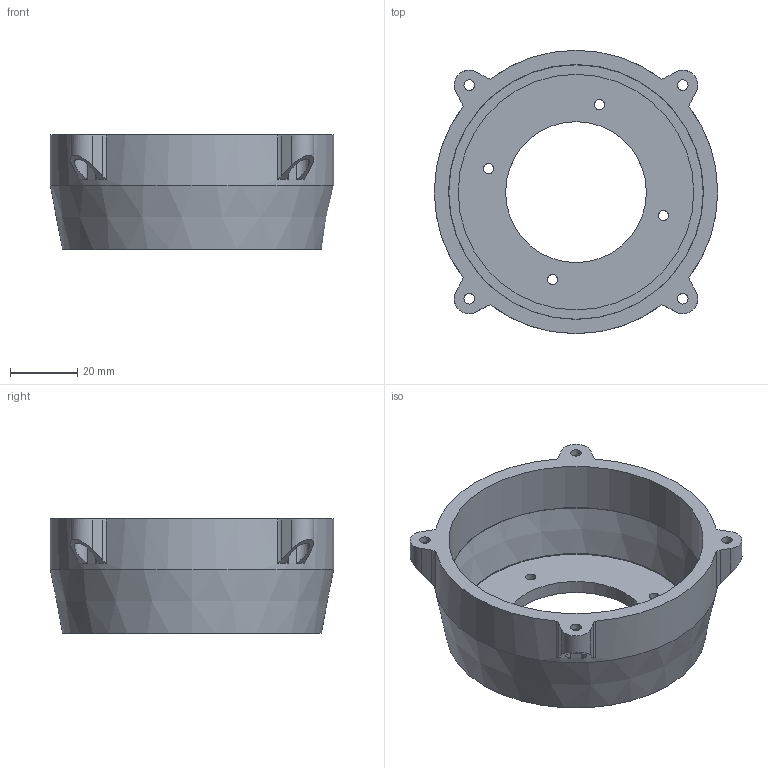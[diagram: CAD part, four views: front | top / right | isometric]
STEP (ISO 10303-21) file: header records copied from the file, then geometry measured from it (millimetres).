
FILE_DESCRIPTION(/* description */ (''),/* implementation_level */ '2;1');
FILE_NAME(/* name */ 'Chest - orbita_support v3.step',/* time_stamp */ '2020-11-26T05:43:22-08:00',/* author */ (''),/* organization */ (''),/* preprocessor_version */ 'ST-DEVELOPER v18.1',/* originating_system */ 'Autodesk Translation Framework v9.3.0.1241',/* authorisation */ '');
FILE_SCHEMA (('AUTOMOTIVE_DESIGN { 1 0 10303 214 3 1 1 }'));
Length unit declared in the file: millimetre
Products named in the file (2): Chest - orbita_support; orbita support
Assembly tree (1 placements, depth 2):
  Chest - orbita_support
    orbita support
Bounding box: 84.5 x 84.5 x 34 mm (x, y, z)
Volume: 46703.6 mm3; surface area: 24776.2 mm2
Topology: 1 solids, 1 shells, 58 faces, 165 edges, 111 vertices
Faces by surface type: cylinder 28, plane 16, cone 14
Full cylindrical faces by diameter (mm): 3 x4, 3.2 x4, 42 x1, 70.252 x1, 76 x1, 84.5 x1
Entity records: 2248 total; most frequent: CARTESIAN_POINT 625, DIRECTION 334, ORIENTED_EDGE 330, EDGE_CURVE 165, AXIS2_PLACEMENT_3D 136, VERTEX_POINT 111, EDGE_LOOP 78, CIRCLE 75
